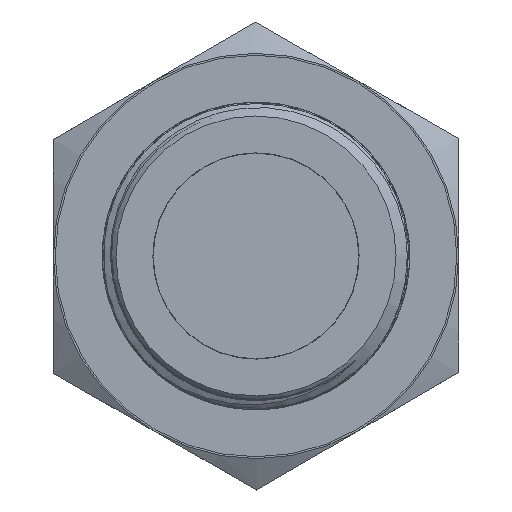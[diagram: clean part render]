
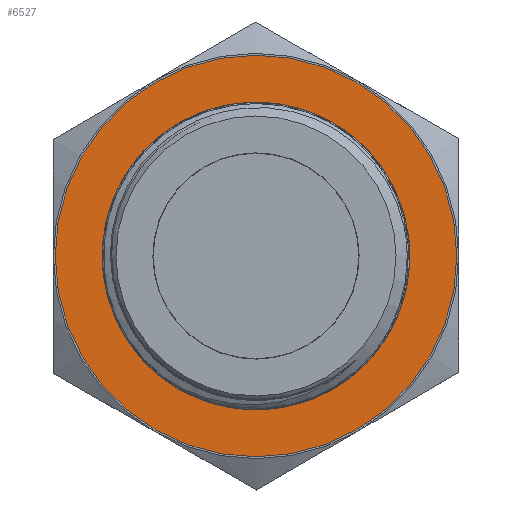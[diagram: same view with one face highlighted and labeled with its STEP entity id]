
A CAD part, left-side view. The second image highlights one B-rep face of the part: STEP entity #6527.
In plain terms, the highlighted planar face has unit normal (-1, 0, 0).
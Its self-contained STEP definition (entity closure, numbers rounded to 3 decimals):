
#898=FACE_BOUND('',#2219,.T.);
#1694=PLANE('',#7067);
#1798=FACE_OUTER_BOUND('',#2218,.T.);
#2218=EDGE_LOOP('',(#4910));
#2219=EDGE_LOOP('',(#4911));
#2645=CIRCLE('',#7066,27.25);
#2646=CIRCLE('',#7068,19.);
#3003=VERTEX_POINT('',#12136);
#3004=VERTEX_POINT('',#12140);
#3744=EDGE_CURVE('',#3003,#3003,#2645,.T.);
#3745=EDGE_CURVE('',#3004,#3004,#2646,.T.);
#4910=ORIENTED_EDGE('',*,*,#3744,.F.);
#4911=ORIENTED_EDGE('',*,*,#3745,.T.);
#6527=ADVANCED_FACE('',(#1798,#898),#1694,.T.);
#7066=AXIS2_PLACEMENT_3D('',#12138,#7539,#7540);
#7067=AXIS2_PLACEMENT_3D('',#12139,#7541,#7542);
#7068=AXIS2_PLACEMENT_3D('',#12141,#7543,#7544);
#7539=DIRECTION('center_axis',(1.,0.,0.));
#7540=DIRECTION('ref_axis',(0.,0.,-1.));
#7541=DIRECTION('center_axis',(-1.,0.,0.));
#7542=DIRECTION('ref_axis',(0.,0.,1.));
#7543=DIRECTION('center_axis',(1.,0.,0.));
#7544=DIRECTION('ref_axis',(0.,0.,-1.));
#12136=CARTESIAN_POINT('',(-45.1,-27.25,0.));
#12138=CARTESIAN_POINT('Origin',(-45.1,0.,0.));
#12139=CARTESIAN_POINT('Origin',(-45.1,27.25,0.));
#12140=CARTESIAN_POINT('',(-45.1,-19.,0.));
#12141=CARTESIAN_POINT('Origin',(-45.1,0.,0.));
